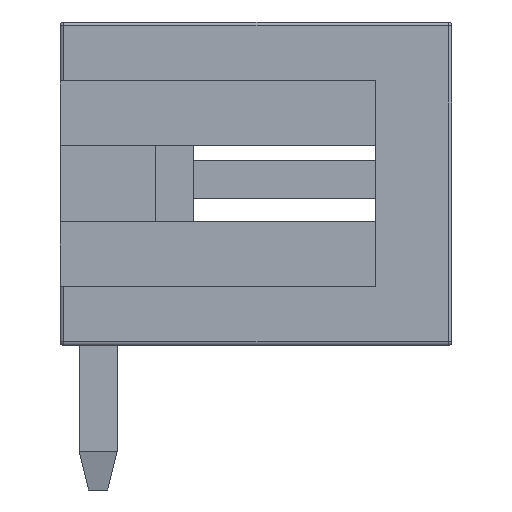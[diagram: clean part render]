
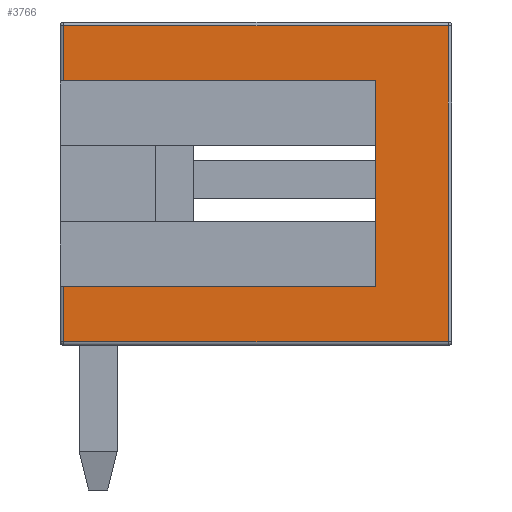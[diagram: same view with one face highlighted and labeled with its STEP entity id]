
A CAD part, left-side view. The second image highlights one B-rep face of the part: STEP entity #3766.
In plain terms, the highlighted planar face has unit normal (-1, 0, 0).
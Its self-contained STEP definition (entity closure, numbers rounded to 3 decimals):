
#1512 = VERTEX_POINT('',#1513);
#1513 = CARTESIAN_POINT('',(-2.8,0.9,0.1));
#1520 = EDGE_CURVE('',#1512,#1521,#1523,.T.);
#1521 = VERTEX_POINT('',#1522);
#1522 = CARTESIAN_POINT('',(-2.8,-9.2,0.1));
#1523 = LINE('',#1524,#1525);
#1524 = CARTESIAN_POINT('',(-2.8,1.,0.1));
#1525 = VECTOR('',#1526,1.);
#1526 = DIRECTION('',(0.,-1.,0.));
#3766 = ADVANCED_FACE('',(#3767),#3824,.F.);
#3767 = FACE_BOUND('',#3768,.F.);
#3768 = EDGE_LOOP('',(#3769,#3770,#3778,#3786,#3794,#3802,#3810,#3818));
#3769 = ORIENTED_EDGE('',*,*,#1520,.F.);
#3770 = ORIENTED_EDGE('',*,*,#3771,.F.);
#3771 = EDGE_CURVE('',#3772,#1512,#3774,.T.);
#3772 = VERTEX_POINT('',#3773);
#3773 = CARTESIAN_POINT('',(-2.8,0.9,1.55));
#3774 = LINE('',#3775,#3776);
#3775 = CARTESIAN_POINT('',(-2.8,0.9,8.5));
#3776 = VECTOR('',#3777,1.);
#3777 = DIRECTION('',(0.,0.,-1.));
#3778 = ORIENTED_EDGE('',*,*,#3779,.F.);
#3779 = EDGE_CURVE('',#3780,#3772,#3782,.T.);
#3780 = VERTEX_POINT('',#3781);
#3781 = CARTESIAN_POINT('',(-2.8,-7.3,1.55));
#3782 = LINE('',#3783,#3784);
#3783 = CARTESIAN_POINT('',(-2.8,-3.15,1.55));
#3784 = VECTOR('',#3785,1.);
#3785 = DIRECTION('',(0.,1.,0.));
#3786 = ORIENTED_EDGE('',*,*,#3787,.F.);
#3787 = EDGE_CURVE('',#3788,#3780,#3790,.T.);
#3788 = VERTEX_POINT('',#3789);
#3789 = CARTESIAN_POINT('',(-2.8,-7.3,6.95));
#3790 = LINE('',#3791,#3792);
#3791 = CARTESIAN_POINT('',(-2.8,-7.3,6.375));
#3792 = VECTOR('',#3793,1.);
#3793 = DIRECTION('',(0.,0.,-1.));
#3794 = ORIENTED_EDGE('',*,*,#3795,.F.);
#3795 = EDGE_CURVE('',#3796,#3788,#3798,.T.);
#3796 = VERTEX_POINT('',#3797);
#3797 = CARTESIAN_POINT('',(-2.8,0.9,6.95));
#3798 = LINE('',#3799,#3800);
#3799 = CARTESIAN_POINT('',(-2.8,5.15,6.95));
#3800 = VECTOR('',#3801,1.);
#3801 = DIRECTION('',(0.,-1.,0.));
#3802 = ORIENTED_EDGE('',*,*,#3803,.F.);
#3803 = EDGE_CURVE('',#3804,#3796,#3806,.T.);
#3804 = VERTEX_POINT('',#3805);
#3805 = CARTESIAN_POINT('',(-2.8,0.9,8.4));
#3806 = LINE('',#3807,#3808);
#3807 = CARTESIAN_POINT('',(-2.8,0.9,8.5));
#3808 = VECTOR('',#3809,1.);
#3809 = DIRECTION('',(0.,0.,-1.));
#3810 = ORIENTED_EDGE('',*,*,#3811,.T.);
#3811 = EDGE_CURVE('',#3804,#3812,#3814,.T.);
#3812 = VERTEX_POINT('',#3813);
#3813 = CARTESIAN_POINT('',(-2.8,-9.2,8.4));
#3814 = LINE('',#3815,#3816);
#3815 = CARTESIAN_POINT('',(-2.8,1.,8.4));
#3816 = VECTOR('',#3817,1.);
#3817 = DIRECTION('',(0.,-1.,0.));
#3818 = ORIENTED_EDGE('',*,*,#3819,.T.);
#3819 = EDGE_CURVE('',#3812,#1521,#3820,.T.);
#3820 = LINE('',#3821,#3822);
#3821 = CARTESIAN_POINT('',(-2.8,-9.2,8.5));
#3822 = VECTOR('',#3823,1.);
#3823 = DIRECTION('',(0.,0.,-1.));
#3824 = PLANE('',#3825);
#3825 = AXIS2_PLACEMENT_3D('',#3826,#3827,#3828);
#3826 = CARTESIAN_POINT('',(-2.8,1.,8.5));
#3827 = DIRECTION('',(1.,0.,0.));
#3828 = DIRECTION('',(0.,0.,-1.));
